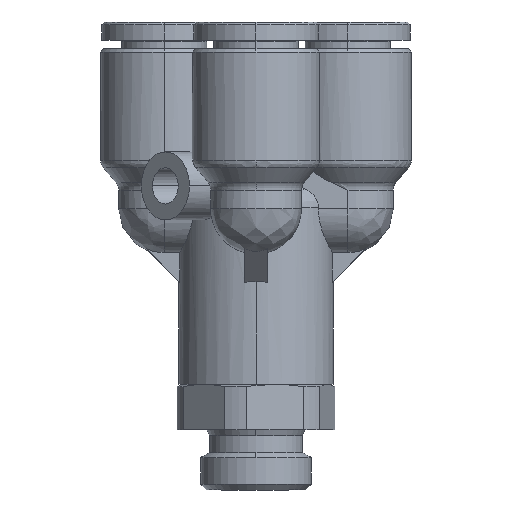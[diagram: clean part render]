
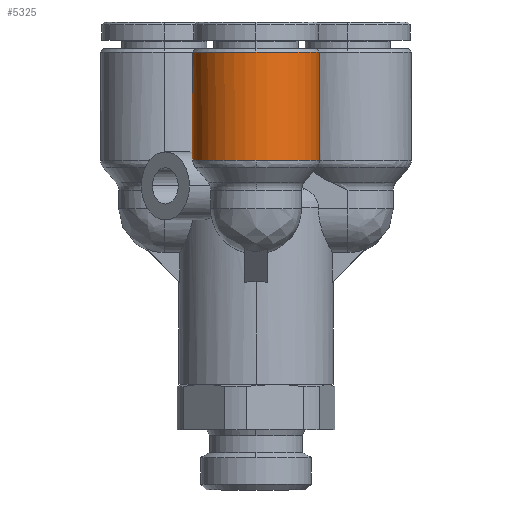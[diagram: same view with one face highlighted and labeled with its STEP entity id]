
A CAD part, left-side view. The second image highlights one B-rep face of the part: STEP entity #5325.
In plain terms, the highlighted cylindrical face has radius 5.6 mm (diameter 11.2 mm), a partial arc.
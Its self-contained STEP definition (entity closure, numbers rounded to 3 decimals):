
#859 = CARTESIAN_POINT ( 'NONE',  ( -1.508, 5.6, -30.17 ) ) ;
#1102 = CIRCLE ( 'NONE', #5810, 5.6 ) ;
#1726 = FACE_OUTER_BOUND ( 'NONE', #24936, .T. ) ;
#1778 = LINE ( 'NONE', #3701, #30017 ) ;
#3701 = CARTESIAN_POINT ( 'NONE',  ( -5.332, 5.6, -30.076 ) ) ;
#3814 = VERTEX_POINT ( 'NONE', #12118 ) ;
#4168 = CARTESIAN_POINT ( 'NONE',  ( -1.556, 5.6, -30.076 ) ) ;
#4240 = DIRECTION ( 'NONE',  ( 0., 1., 0. ) ) ;
#5325 = ADVANCED_FACE ( 'NONE', ( #1726 ), #9711, .T. ) ;
#5405 = VERTEX_POINT ( 'NONE', #16771 ) ;
#5810 = AXIS2_PLACEMENT_3D ( 'NONE', #28405, #34056, #11616 ) ;
#6782 = VECTOR ( 'NONE', #12953, 1000. ) ;
#7773 = CARTESIAN_POINT ( 'NONE',  ( -1.397, 0., -35.676 ) ) ;
#8202 = EDGE_CURVE ( 'NONE', #5405, #34382, #16099, .T. ) ;
#8496 = DIRECTION ( 'NONE',  ( 0., 1., 0. ) ) ;
#8658 = ORIENTED_EDGE ( 'NONE', *, *, #29756, .T. ) ;
#9521 = CARTESIAN_POINT ( 'NONE',  ( -1.397, 5.593, -30.352 ) ) ;
#9546 = CIRCLE ( 'NONE', #19559, 5.6 ) ;
#9681 = DIRECTION ( 'NONE',  ( 1., 0., 0. ) ) ;
#9711 = CYLINDRICAL_SURFACE ( 'NONE', #26130, 5.6 ) ;
#10706 = CARTESIAN_POINT ( 'NONE',  ( -5.332, 0., -30.076 ) ) ;
#11212 = DIRECTION ( 'NONE',  ( -1., 0., 0. ) ) ;
#11616 = DIRECTION ( 'NONE',  ( 0., 1., 0. ) ) ;
#11728 = CARTESIAN_POINT ( 'NONE',  ( -10.932, 0., -35.676 ) ) ;
#11933 = ORIENTED_EDGE ( 'NONE', *, *, #18819, .T. ) ;
#12110 = DIRECTION ( 'NONE',  ( 1., 0., 0. ) ) ;
#12118 = CARTESIAN_POINT ( 'NONE',  ( -1.556, 5.6, -30.076 ) ) ;
#12953 = DIRECTION ( 'NONE',  ( 1., 0., 0. ) ) ;
#14813 = EDGE_CURVE ( 'NONE', #36541, #3814, #1778, .T. ) ;
#15034 = VERTEX_POINT ( 'NONE', #11728 ) ;
#15221 = CARTESIAN_POINT ( 'NONE',  ( -10.932, 0., -30.076 ) ) ;
#15447 = CARTESIAN_POINT ( 'NONE',  ( -1.455, 5.598, -30.262 ) ) ;
#15629 = DIRECTION ( 'NONE',  ( 1., 0., 0. ) ) ;
#16099 = LINE ( 'NONE', #27146, #6782 ) ;
#16157 = DIRECTION ( 'NONE',  ( 0., 1., 0. ) ) ;
#16691 = ORIENTED_EDGE ( 'NONE', *, *, #29246, .T. ) ;
#16771 = CARTESIAN_POINT ( 'NONE',  ( -10.932, -5.6, -30.076 ) ) ;
#16800 = CARTESIAN_POINT ( 'NONE',  ( -1.397, 0., -30.076 ) ) ;
#16808 = ORIENTED_EDGE ( 'NONE', *, *, #20364, .T. ) ;
#17893 = VERTEX_POINT ( 'NONE', #7773 ) ;
#18198 = AXIS2_PLACEMENT_3D ( 'NONE', #15221, #9681, #23496 ) ;
#18819 = EDGE_CURVE ( 'NONE', #5405, #15034, #9546, .T. ) ;
#19559 = AXIS2_PLACEMENT_3D ( 'NONE', #21535, #15629, #4240 ) ;
#20120 = ORIENTED_EDGE ( 'NONE', *, *, #22645, .F. ) ;
#20364 = EDGE_CURVE ( 'NONE', #17893, #34382, #23071, .T. ) ;
#20488 = CIRCLE ( 'NONE', #18198, 5.6 ) ;
#21535 = CARTESIAN_POINT ( 'NONE',  ( -10.932, 0., -30.076 ) ) ;
#21695 = CARTESIAN_POINT ( 'NONE',  ( -1.397, -5.6, -30.076 ) ) ;
#22381 = B_SPLINE_CURVE_WITH_KNOTS ( 'NONE', 3,
 ( #9521, #15447, #859, #4168 ),
 .UNSPECIFIED., .F., .F.,
 ( 4, 4 ),
 ( 0., 0. ),
 .UNSPECIFIED. ) ;
#22645 = EDGE_CURVE ( 'NONE', #26503, #3814, #22381, .T. ) ;
#23071 = CIRCLE ( 'NONE', #31138, 5.6 ) ;
#23496 = DIRECTION ( 'NONE',  ( 0., 1., 0. ) ) ;
#24936 = EDGE_LOOP ( 'NONE', ( #34731, #11933, #8658, #36392, #20120, #16691, #16808 ) ) ;
#26130 = AXIS2_PLACEMENT_3D ( 'NONE', #10706, #27255, #16157 ) ;
#26503 = VERTEX_POINT ( 'NONE', #29493 ) ;
#27146 = CARTESIAN_POINT ( 'NONE',  ( -5.332, -5.6, -30.076 ) ) ;
#27255 = DIRECTION ( 'NONE',  ( 1., 0., 0. ) ) ;
#28405 = CARTESIAN_POINT ( 'NONE',  ( -1.397, 0., -30.076 ) ) ;
#29246 = EDGE_CURVE ( 'NONE', #26503, #17893, #1102, .T. ) ;
#29493 = CARTESIAN_POINT ( 'NONE',  ( -1.397, 5.593, -30.352 ) ) ;
#29756 = EDGE_CURVE ( 'NONE', #15034, #36541, #20488, .T. ) ;
#30017 = VECTOR ( 'NONE', #12110, 1000. ) ;
#31138 = AXIS2_PLACEMENT_3D ( 'NONE', #16800, #11212, #8496 ) ;
#34056 = DIRECTION ( 'NONE',  ( -1., 0., 0. ) ) ;
#34382 = VERTEX_POINT ( 'NONE', #21695 ) ;
#34731 = ORIENTED_EDGE ( 'NONE', *, *, #8202, .F. ) ;
#35025 = CARTESIAN_POINT ( 'NONE',  ( -10.932, 5.6, -30.076 ) ) ;
#36392 = ORIENTED_EDGE ( 'NONE', *, *, #14813, .T. ) ;
#36541 = VERTEX_POINT ( 'NONE', #35025 ) ;
